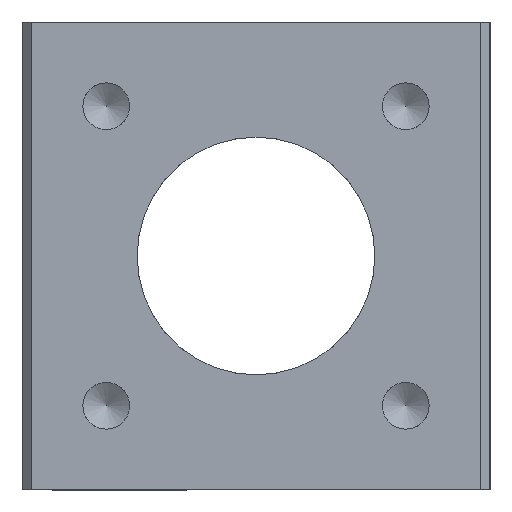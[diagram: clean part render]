
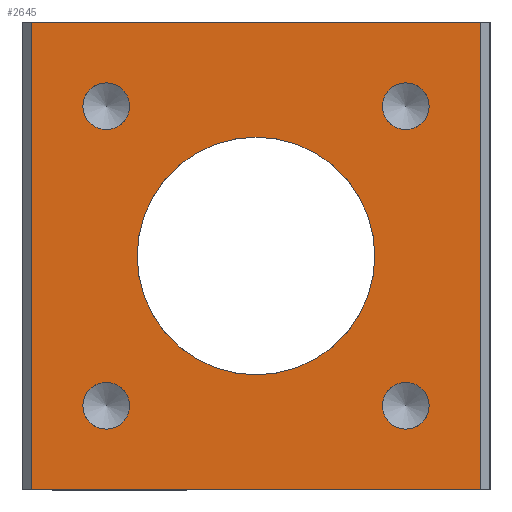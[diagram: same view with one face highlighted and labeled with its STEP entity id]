
A CAD part, left-side view. The second image highlights one B-rep face of the part: STEP entity #2645.
In plain terms, the highlighted planar face has unit normal (-1, 0, 0).
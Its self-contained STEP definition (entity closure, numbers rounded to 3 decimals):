
#223=FACE_BOUND('',#491,.T.);
#224=FACE_BOUND('',#492,.T.);
#225=FACE_BOUND('',#493,.T.);
#226=FACE_BOUND('',#494,.T.);
#227=FACE_BOUND('',#495,.T.);
#258=PLANE('',#3028);
#362=FACE_OUTER_BOUND('',#490,.T.);
#490=EDGE_LOOP('',(#2331,#2332,#2333,#2334));
#491=EDGE_LOOP('',(#2335,#2336));
#492=EDGE_LOOP('',(#2337,#2338));
#493=EDGE_LOOP('',(#2339,#2340));
#494=EDGE_LOOP('',(#2341,#2342));
#495=EDGE_LOOP('',(#2343));
#536=LINE('',#4120,#661);
#543=LINE('',#4134,#668);
#549=LINE('',#4183,#674);
#633=LINE('',#4925,#758);
#661=VECTOR('',#3117,10.);
#668=VECTOR('',#3126,10.);
#674=VECTOR('',#3174,10.);
#758=VECTOR('',#3878,10.);
#810=CIRCLE('',#2792,1.25);
#811=CIRCLE('',#2793,1.25);
#818=CIRCLE('',#2827,1.25);
#819=CIRCLE('',#2828,1.25);
#836=CIRCLE('',#2899,1.25);
#837=CIRCLE('',#2900,1.25);
#860=CIRCLE('',#2977,1.25);
#861=CIRCLE('',#2978,1.25);
#872=CIRCLE('',#3016,6.35);
#909=VERTEX_POINT('',#4113);
#912=VERTEX_POINT('',#4118);
#918=VERTEX_POINT('',#4132);
#940=VERTEX_POINT('',#4181);
#999=VERTEX_POINT('',#4332);
#1000=VERTEX_POINT('',#4333);
#1022=VERTEX_POINT('',#4397);
#1023=VERTEX_POINT('',#4398);
#1078=VERTEX_POINT('',#4538);
#1079=VERTEX_POINT('',#4539);
#1129=VERTEX_POINT('',#4689);
#1130=VERTEX_POINT('',#4690);
#1161=VERTEX_POINT('',#4810);
#1217=EDGE_CURVE('',#912,#909,#536,.T.);
#1224=EDGE_CURVE('',#912,#918,#543,.T.);
#1248=EDGE_CURVE('',#940,#918,#549,.T.);
#1324=EDGE_CURVE('',#999,#1000,#810,.T.);
#1325=EDGE_CURVE('',#1000,#999,#811,.T.);
#1359=EDGE_CURVE('',#1022,#1023,#818,.T.);
#1360=EDGE_CURVE('',#1023,#1022,#819,.T.);
#1431=EDGE_CURVE('',#1078,#1079,#836,.T.);
#1432=EDGE_CURVE('',#1079,#1078,#837,.T.);
#1509=EDGE_CURVE('',#1129,#1130,#860,.T.);
#1510=EDGE_CURVE('',#1130,#1129,#861,.T.);
#1553=EDGE_CURVE('',#1161,#1161,#872,.T.);
#1572=EDGE_CURVE('',#909,#940,#633,.T.);
#2331=ORIENTED_EDGE('',*,*,#1217,.F.);
#2332=ORIENTED_EDGE('',*,*,#1224,.T.);
#2333=ORIENTED_EDGE('',*,*,#1248,.F.);
#2334=ORIENTED_EDGE('',*,*,#1572,.F.);
#2335=ORIENTED_EDGE('',*,*,#1359,.T.);
#2336=ORIENTED_EDGE('',*,*,#1360,.T.);
#2337=ORIENTED_EDGE('',*,*,#1324,.T.);
#2338=ORIENTED_EDGE('',*,*,#1325,.T.);
#2339=ORIENTED_EDGE('',*,*,#1431,.T.);
#2340=ORIENTED_EDGE('',*,*,#1432,.T.);
#2341=ORIENTED_EDGE('',*,*,#1509,.T.);
#2342=ORIENTED_EDGE('',*,*,#1510,.T.);
#2343=ORIENTED_EDGE('',*,*,#1553,.T.);
#2645=ADVANCED_FACE('',(#362,#223,#224,#225,#226,#227),#258,.T.);
#2792=AXIS2_PLACEMENT_3D('',#4334,#3338,#3339);
#2793=AXIS2_PLACEMENT_3D('',#4335,#3340,#3341);
#2827=AXIS2_PLACEMENT_3D('',#4399,#3415,#3416);
#2828=AXIS2_PLACEMENT_3D('',#4400,#3417,#3418);
#2899=AXIS2_PLACEMENT_3D('',#4540,#3572,#3573);
#2900=AXIS2_PLACEMENT_3D('',#4541,#3574,#3575);
#2977=AXIS2_PLACEMENT_3D('',#4691,#3750,#3751);
#2978=AXIS2_PLACEMENT_3D('',#4692,#3752,#3753);
#3016=AXIS2_PLACEMENT_3D('',#4812,#3847,#3848);
#3028=AXIS2_PLACEMENT_3D('',#4924,#3876,#3877);
#3117=DIRECTION('',(0.,0.,1.));
#3126=DIRECTION('',(0.,-1.,0.));
#3174=DIRECTION('',(0.,0.,-1.));
#3338=DIRECTION('center_axis',(1.,0.,0.));
#3339=DIRECTION('ref_axis',(0.,-1.,0.));
#3340=DIRECTION('center_axis',(1.,0.,0.));
#3341=DIRECTION('ref_axis',(0.,-1.,0.));
#3415=DIRECTION('center_axis',(1.,0.,0.));
#3416=DIRECTION('ref_axis',(0.,-1.,0.));
#3417=DIRECTION('center_axis',(1.,0.,0.));
#3418=DIRECTION('ref_axis',(0.,-1.,0.));
#3572=DIRECTION('center_axis',(1.,0.,0.));
#3573=DIRECTION('ref_axis',(0.,-1.,0.));
#3574=DIRECTION('center_axis',(1.,0.,0.));
#3575=DIRECTION('ref_axis',(0.,-1.,0.));
#3750=DIRECTION('center_axis',(1.,0.,0.));
#3751=DIRECTION('ref_axis',(0.,-1.,0.));
#3752=DIRECTION('center_axis',(1.,0.,0.));
#3753=DIRECTION('ref_axis',(0.,-1.,0.));
#3847=DIRECTION('center_axis',(1.,0.,0.));
#3848=DIRECTION('ref_axis',(0.,0.,-1.));
#3876=DIRECTION('center_axis',(-1.,0.,0.));
#3877=DIRECTION('ref_axis',(0.,-1.,0.));
#3878=DIRECTION('',(0.,-1.,0.));
#4113=CARTESIAN_POINT('',(-12.5,12.,25.));
#4118=CARTESIAN_POINT('',(-12.5,12.,0.));
#4120=CARTESIAN_POINT('',(-12.5,12.,0.));
#4132=CARTESIAN_POINT('',(-12.5,-12.,0.));
#4134=CARTESIAN_POINT('',(-12.5,12.5,0.));
#4181=CARTESIAN_POINT('',(-12.5,-12.,25.));
#4183=CARTESIAN_POINT('',(-12.5,-12.,0.));
#4332=CARTESIAN_POINT('',(-12.5,6.75,4.5));
#4333=CARTESIAN_POINT('',(-12.5,9.25,4.5));
#4334=CARTESIAN_POINT('Origin',(-12.5,8.,4.5));
#4335=CARTESIAN_POINT('Origin',(-12.5,8.,4.5));
#4397=CARTESIAN_POINT('',(-12.5,-9.25,4.5));
#4398=CARTESIAN_POINT('',(-12.5,-6.75,4.5));
#4399=CARTESIAN_POINT('Origin',(-12.5,-8.,4.5));
#4400=CARTESIAN_POINT('Origin',(-12.5,-8.,4.5));
#4538=CARTESIAN_POINT('',(-12.5,-9.25,20.5));
#4539=CARTESIAN_POINT('',(-12.5,-6.75,20.5));
#4540=CARTESIAN_POINT('Origin',(-12.5,-8.,20.5));
#4541=CARTESIAN_POINT('Origin',(-12.5,-8.,20.5));
#4689=CARTESIAN_POINT('',(-12.5,6.75,20.5));
#4690=CARTESIAN_POINT('',(-12.5,9.25,20.5));
#4691=CARTESIAN_POINT('Origin',(-12.5,8.,20.5));
#4692=CARTESIAN_POINT('Origin',(-12.5,8.,20.5));
#4810=CARTESIAN_POINT('',(-12.5,0.,18.85));
#4812=CARTESIAN_POINT('Origin',(-12.5,0.,12.5));
#4924=CARTESIAN_POINT('Origin',(-12.5,12.5,0.));
#4925=CARTESIAN_POINT('',(-12.5,12.5,25.));
